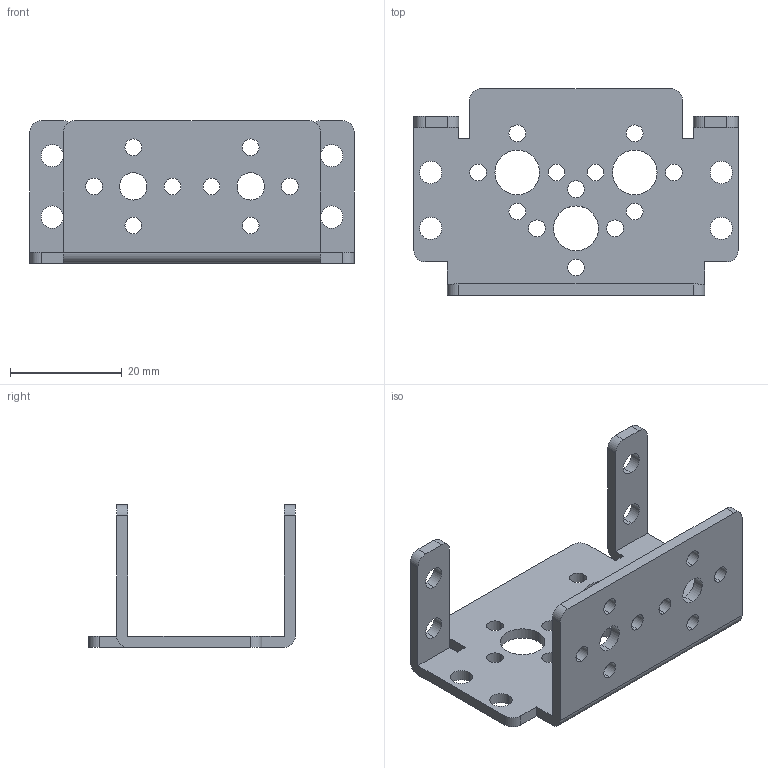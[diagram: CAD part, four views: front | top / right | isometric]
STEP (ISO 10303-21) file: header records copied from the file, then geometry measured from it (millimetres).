
FILE_DESCRIPTION (( 'STEP AP214' ), '1' );
FILE_NAME ('996R嗆儂盓殤.', '2024-02-27T11:57:21', ( '' ), ( '' ), 'SwSTEP 2.0', 'SolidWorks 2023', '' );
FILE_SCHEMA (( 'AUTOMOTIVE_DESIGN' ));
Length unit declared in the file: millimetre
Products named in the file (1): 996R舵机支架
Bounding box: 58 x 37 x 25.5 mm (x, y, z)
Volume: 5899 mm3; surface area: 7361 mm2
Topology: 1 solids, 1 shells, 103 faces, 303 edges, 202 vertices
Faces by surface type: cylinder 79, plane 24
Entity records: 3670 total; most frequent: DIRECTION 669, CARTESIAN_POINT 609, ORIENTED_EDGE 606, EDGE_CURVE 303, AXIS2_PLACEMENT_3D 262, VERTEX_POINT 202, EDGE_LOOP 169, CIRCLE 158
